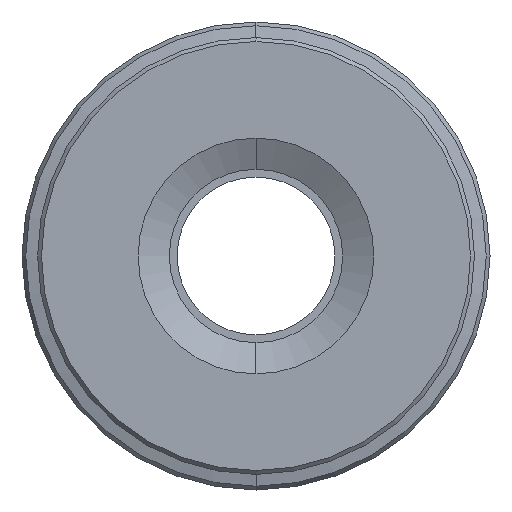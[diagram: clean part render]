
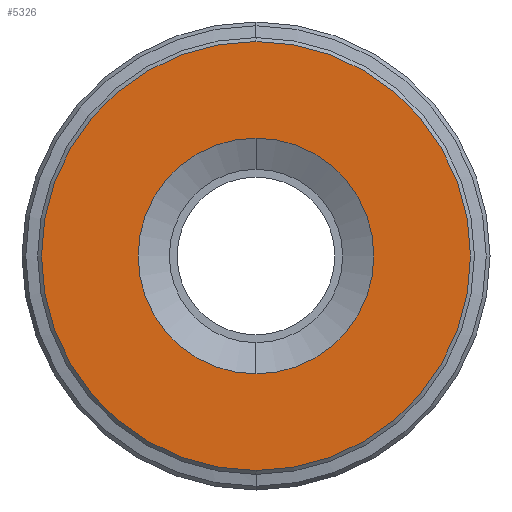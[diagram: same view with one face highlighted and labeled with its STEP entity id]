
A CAD part, left-side view. The second image highlights one B-rep face of the part: STEP entity #5326.
In plain terms, the highlighted planar face has unit normal (-1, 0, 0).
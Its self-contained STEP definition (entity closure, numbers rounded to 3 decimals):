
#158 = FACE_BOUND ( 'NONE', #3975, .T. ) ;
#618 = CIRCLE ( 'NONE', #8093, 27.5 ) ;
#1421 = DIRECTION ( 'NONE',  ( -1., 0., 0. ) ) ;
#1471 = AXIS2_PLACEMENT_3D ( 'NONE', #9804, #1421, #10608 ) ;
#2160 = ORIENTED_EDGE ( 'NONE', *, *, #8630, .T. ) ;
#2280 = AXIS2_PLACEMENT_3D ( 'NONE', #4653, #9430, #7112 ) ;
#2460 = VERTEX_POINT ( 'NONE', #6285 ) ;
#2559 = DIRECTION ( 'NONE',  ( 0., 0., -1. ) ) ;
#2662 = DIRECTION ( 'NONE',  ( -1., 0., 0. ) ) ;
#2669 = VERTEX_POINT ( 'NONE', #10157 ) ;
#2899 = VERTEX_POINT ( 'NONE', #6009 ) ;
#3255 = EDGE_CURVE ( 'NONE', #7052, #2899, #8415, .T. ) ;
#3362 = EDGE_LOOP ( 'NONE', ( #10036, #9024 ) ) ;
#3463 = FACE_OUTER_BOUND ( 'NONE', #3362, .T. ) ;
#3975 = EDGE_LOOP ( 'NONE', ( #2160, #7882 ) ) ;
#4653 = CARTESIAN_POINT ( 'NONE',  ( -16.01, 0., 0. ) ) ;
#4883 = EDGE_CURVE ( 'NONE', #2460, #2669, #8788, .T. ) ;
#5326 = ADVANCED_FACE ( 'NONE', ( #3463, #158 ), #6801, .F. ) ;
#5506 = AXIS2_PLACEMENT_3D ( 'NONE', #8362, #10102, #7667 ) ;
#5671 = AXIS2_PLACEMENT_3D ( 'NONE', #7534, #7422, #5735 ) ;
#5735 = DIRECTION ( 'NONE',  ( 0., 0., -1. ) ) ;
#6009 = CARTESIAN_POINT ( 'NONE',  ( -16.01, 0., 27.5 ) ) ;
#6285 = CARTESIAN_POINT ( 'NONE',  ( -16.01, 0., -15.113 ) ) ;
#6326 = CARTESIAN_POINT ( 'NONE',  ( -16.01, 0., -27.5 ) ) ;
#6801 = PLANE ( 'NONE',  #5506 ) ;
#6871 = EDGE_CURVE ( 'NONE', #2899, #7052, #618, .T. ) ;
#7052 = VERTEX_POINT ( 'NONE', #6326 ) ;
#7112 = DIRECTION ( 'NONE',  ( 0., 0., -1. ) ) ;
#7422 = DIRECTION ( 'NONE',  ( 1., 0., 0. ) ) ;
#7496 = CIRCLE ( 'NONE', #2280, 15.113 ) ;
#7534 = CARTESIAN_POINT ( 'NONE',  ( -16.01, 0., 0. ) ) ;
#7667 = DIRECTION ( 'NONE',  ( 0., 0., -1. ) ) ;
#7882 = ORIENTED_EDGE ( 'NONE', *, *, #4883, .T. ) ;
#8093 = AXIS2_PLACEMENT_3D ( 'NONE', #8430, #2662, #2559 ) ;
#8362 = CARTESIAN_POINT ( 'NONE',  ( -16.01, 0., -28. ) ) ;
#8415 = CIRCLE ( 'NONE', #1471, 27.5 ) ;
#8430 = CARTESIAN_POINT ( 'NONE',  ( -16.01, 0., 0. ) ) ;
#8630 = EDGE_CURVE ( 'NONE', #2669, #2460, #7496, .T. ) ;
#8788 = CIRCLE ( 'NONE', #5671, 15.113 ) ;
#9024 = ORIENTED_EDGE ( 'NONE', *, *, #6871, .T. ) ;
#9430 = DIRECTION ( 'NONE',  ( 1., 0., 0. ) ) ;
#9804 = CARTESIAN_POINT ( 'NONE',  ( -16.01, 0., 0. ) ) ;
#10036 = ORIENTED_EDGE ( 'NONE', *, *, #3255, .T. ) ;
#10102 = DIRECTION ( 'NONE',  ( 1., 0., 0. ) ) ;
#10157 = CARTESIAN_POINT ( 'NONE',  ( -16.01, 0., 15.113 ) ) ;
#10608 = DIRECTION ( 'NONE',  ( 0., 0., -1. ) ) ;
